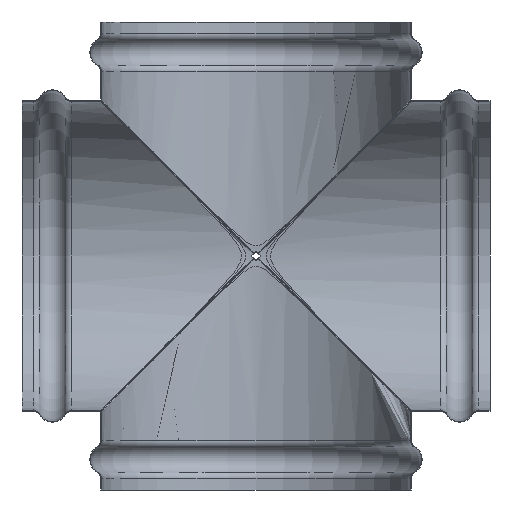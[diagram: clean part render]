
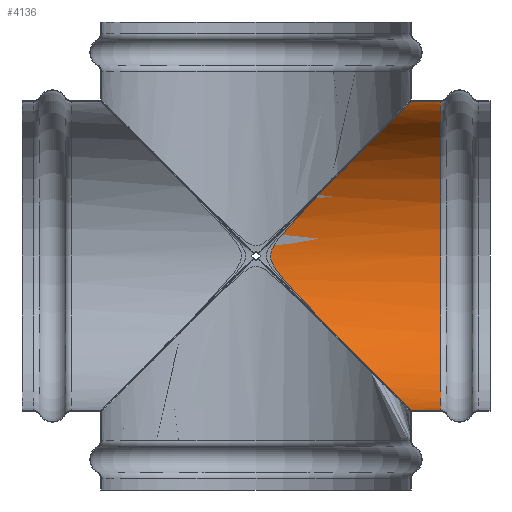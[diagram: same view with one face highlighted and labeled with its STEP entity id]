
A CAD part, front view. The second image highlights one B-rep face of the part: STEP entity #4136.
In plain terms, the highlighted cylindrical face has radius 228 mm (diameter 456 mm), a partial arc.
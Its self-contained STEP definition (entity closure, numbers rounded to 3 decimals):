
#3381=CARTESIAN_POINT('',(-228.,0.0,116.));
#3382=VERTEX_POINT('',#3381);
#3703=CARTESIAN_POINT('',(228.,0.0,116.));
#3704=VERTEX_POINT('',#3703);
#3887=CARTESIAN_POINT('',(228.,0.,116.));
#3888=CARTESIAN_POINT('',(228.,7.855,116.));
#3889=CARTESIAN_POINT('',(227.593,15.745,116.406));
#3890=CARTESIAN_POINT('',(225.96,31.439,118.031));
#3891=CARTESIAN_POINT('',(224.735,39.244,119.251));
#3892=CARTESIAN_POINT('',(221.5,54.621,122.471));
#3893=CARTESIAN_POINT('',(219.49,62.195,124.471));
#3894=CARTESIAN_POINT('',(214.752,76.98,129.187));
#3895=CARTESIAN_POINT('',(212.023,84.191,131.902));
#3896=CARTESIAN_POINT('',(205.941,98.134,137.953));
#3897=CARTESIAN_POINT('',(202.583,104.876,141.293));
#3898=CARTESIAN_POINT('',(195.347,117.807,148.488));
#3899=CARTESIAN_POINT('',(191.468,123.997,152.343));
#3900=CARTESIAN_POINT('',(179.249,141.628,164.483));
#3901=CARTESIAN_POINT('',(170.316,152.124,173.351));
#3902=CARTESIAN_POINT('',(155.197,167.244,188.34));
#3903=CARTESIAN_POINT('',(148.898,172.865,194.578));
#3904=CARTESIAN_POINT('',(135.92,183.245,207.413));
#3905=CARTESIAN_POINT('',(129.24,188.005,214.009));
#3906=CARTESIAN_POINT('',(115.678,196.64,227.369));
#3907=CARTESIAN_POINT('',(108.796,200.516,234.132));
#3908=CARTESIAN_POINT('',(95.017,207.401,247.618));
#3909=CARTESIAN_POINT('',(88.12,210.409,254.341));
#3910=CARTESIAN_POINT('',(74.496,215.61,267.517));
#3911=CARTESIAN_POINT('',(67.766,217.805,273.976));
#3912=CARTESIAN_POINT('',(54.545,221.486,286.456));
#3913=CARTESIAN_POINT('',(48.058,222.972,292.482));
#3914=CARTESIAN_POINT('',(38.501,224.749,300.986));
#3915=CARTESIAN_POINT('',(35.368,225.262,303.709));
#3916=CARTESIAN_POINT('',(29.105,226.157,308.929));
#3917=CARTESIAN_POINT('',(25.978,226.538,311.429));
#3918=CARTESIAN_POINT('',(21.155,227.022,314.944));
#3919=CARTESIAN_POINT('',(19.537,227.168,316.068));
#3920=CARTESIAN_POINT('',(16.211,227.429,318.202));
#3921=CARTESIAN_POINT('',(14.504,227.545,319.213));
#3922=CARTESIAN_POINT('',(10.899,227.747,321.055));
#3923=CARTESIAN_POINT('',(9.011,227.831,321.885));
#3924=CARTESIAN_POINT('',(5.898,227.926,322.846));
#3925=CARTESIAN_POINT('',(4.814,227.952,323.116));
#3926=CARTESIAN_POINT('',(2.515,227.989,323.505));
#3927=CARTESIAN_POINT('',(1.3,228.,323.622));
#3928=CARTESIAN_POINT('',(-1.3,228.,323.622));
#3929=CARTESIAN_POINT('',(-2.515,227.989,323.505));
#3930=CARTESIAN_POINT('',(-4.814,227.952,323.116));
#3931=CARTESIAN_POINT('',(-5.898,227.926,322.846));
#3932=CARTESIAN_POINT('',(-9.011,227.831,321.885));
#3933=CARTESIAN_POINT('',(-10.899,227.747,321.055));
#3934=CARTESIAN_POINT('',(-14.504,227.545,319.213));
#3935=CARTESIAN_POINT('',(-16.211,227.429,318.202));
#3936=CARTESIAN_POINT('',(-19.537,227.168,316.068));
#3937=CARTESIAN_POINT('',(-21.155,227.022,314.944));
#3938=CARTESIAN_POINT('',(-25.978,226.538,311.429));
#3939=CARTESIAN_POINT('',(-29.105,226.157,308.929));
#3940=CARTESIAN_POINT('',(-35.368,225.262,303.709));
#3941=CARTESIAN_POINT('',(-38.501,224.749,300.986));
#3942=CARTESIAN_POINT('',(-48.058,222.972,292.482));
#3943=CARTESIAN_POINT('',(-54.545,221.486,286.456));
#3944=CARTESIAN_POINT('',(-67.766,217.805,273.976));
#3945=CARTESIAN_POINT('',(-74.496,215.61,267.517));
#3946=CARTESIAN_POINT('',(-88.12,210.409,254.341));
#3947=CARTESIAN_POINT('',(-95.017,207.401,247.618));
#3948=CARTESIAN_POINT('',(-108.796,200.516,234.132));
#3949=CARTESIAN_POINT('',(-115.678,196.64,227.369));
#3950=CARTESIAN_POINT('',(-129.24,188.005,214.009));
#3951=CARTESIAN_POINT('',(-135.92,183.245,207.413));
#3952=CARTESIAN_POINT('',(-148.898,172.865,194.578));
#3953=CARTESIAN_POINT('',(-155.197,167.244,188.34));
#3954=CARTESIAN_POINT('',(-170.316,152.124,173.351));
#3955=CARTESIAN_POINT('',(-179.249,141.628,164.483));
#3956=CARTESIAN_POINT('',(-191.468,123.997,152.343));
#3957=CARTESIAN_POINT('',(-195.347,117.807,148.488));
#3958=CARTESIAN_POINT('',(-202.583,104.876,141.293));
#3959=CARTESIAN_POINT('',(-205.941,98.134,137.953));
#3960=CARTESIAN_POINT('',(-212.023,84.191,131.902));
#3961=CARTESIAN_POINT('',(-214.752,76.98,129.187));
#3962=CARTESIAN_POINT('',(-219.49,62.195,124.471));
#3963=CARTESIAN_POINT('',(-221.5,54.621,122.471));
#3964=CARTESIAN_POINT('',(-224.735,39.244,119.251));
#3965=CARTESIAN_POINT('',(-225.96,31.439,118.031));
#3966=CARTESIAN_POINT('',(-227.593,15.745,116.406));
#3967=CARTESIAN_POINT('',(-228.,7.855,116.));
#3968=CARTESIAN_POINT('',(-228.,0.,116.));
#3969=B_SPLINE_CURVE_WITH_KNOTS('',3,(#3887,#3888,#3889,#3890,#3891,#3892,#3893,#3894,#3895,#3896,#3897,#3898,#3899,#3900,#3901,#3902,#3903,#3904,#3905,#3906,#3907,#3908,#3909,#3910,#3911,#3912,#3913,#3914,#3915,#3916,#3917,#3918,#3919,#3920,#3921,#3922,#3923,#3924,#3925,#3926,#3927,#3928,#3929,#3930,#3931,#3932,#3933,#3934,#3935,#3936,#3937,#3938,#3939,#3940,#3941,#3942,#3943,#3944,#3945,#3946,#3947,#3948,#3949,#3950,#3951,#3952,#3953,#3954,#3955,#3956,#3957,#3958,#3959,#3960,#3961,#3962,#3963,#3964,#3965,#3966,#3967,#3968),.UNSPECIFIED.,.F.,.U.,(4,2,2,2,2,2,2,2,2,2,2,2,2,2,2,2,2,2,2,2,2,2,2,2,2,2,2,2,2,2,2,2,2,2,2,2,2,2,2,2,4),(43.818,46.175,48.531,50.887,53.244,55.6,57.956,62.669,65.79,68.911,72.032,75.153,78.274,81.394,82.955,84.515,85.296,86.076,86.856,87.246,87.636,88.026,88.416,89.197,89.977,90.757,92.318,93.878,96.999,100.12,103.241,106.361,109.482,112.603,117.316,119.672,122.029,124.385,126.742,129.098,131.454),.UNSPECIFIED.);
#3970=EDGE_CURVE('',#3704,#3382,#3969,.T.);
#4024=CARTESIAN_POINT('',(228.,0.0,72.423));
#4025=VERTEX_POINT('',#4024);
#4026=CARTESIAN_POINT('',(228.,0.0,72.423));
#4027=DIRECTION('',(0.0,0.0,1.0));
#4028=VECTOR('',#4027,43.577);
#4029=LINE('',#4026,#4028);
#4030=EDGE_CURVE('',#4025,#3704,#4029,.T.);
#4112=CARTESIAN_POINT('',(0.0,0.0,0.0));
#4113=DIRECTION('',(0.0,0.0,1.0));
#4114=DIRECTION('',(-1.0,0.0,0.0));
#4115=AXIS2_PLACEMENT_3D('',#4112,#4113,#4114);
#4116=CYLINDRICAL_SURFACE('',#4115,228.);
#4117=ORIENTED_EDGE('',*,*,#3970,.T.);
#4118=CARTESIAN_POINT('',(-228.,0.0,72.423));
#4119=VERTEX_POINT('',#4118);
#4120=CARTESIAN_POINT('',(-228.,0.0,72.423));
#4121=DIRECTION('',(0.0,0.0,1.0));
#4122=VECTOR('',#4121,43.577);
#4123=LINE('',#4120,#4122);
#4124=EDGE_CURVE('',#4119,#3382,#4123,.T.);
#4125=ORIENTED_EDGE('',*,*,#4124,.F.);
#4126=CARTESIAN_POINT('',(0.0,0.0,72.423));
#4127=DIRECTION('',(0.0,0.0,1.0));
#4128=DIRECTION('',(0.0,1.0,0.0));
#4129=AXIS2_PLACEMENT_3D('',#4126,#4127,#4128);
#4130=CIRCLE('',#4129,228.);
#4131=EDGE_CURVE('',#4025,#4119,#4130,.T.);
#4132=ORIENTED_EDGE('',*,*,#4131,.F.);
#4133=ORIENTED_EDGE('',*,*,#4030,.T.);
#4134=EDGE_LOOP('',(#4117,#4125,#4132,#4133));
#4135=FACE_OUTER_BOUND('',#4134,.T.);
#4136=ADVANCED_FACE('',(#4135),#4116,.F.);
